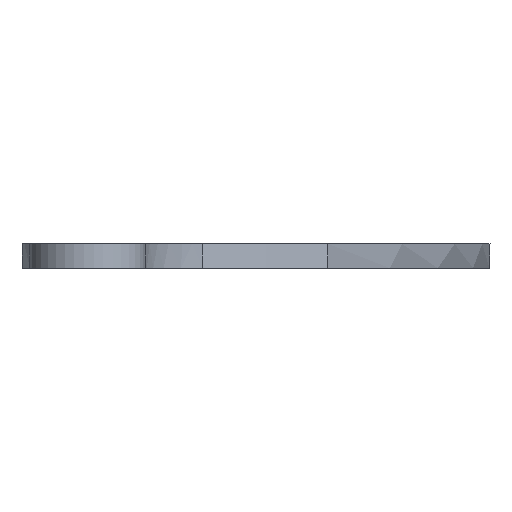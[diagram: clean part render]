
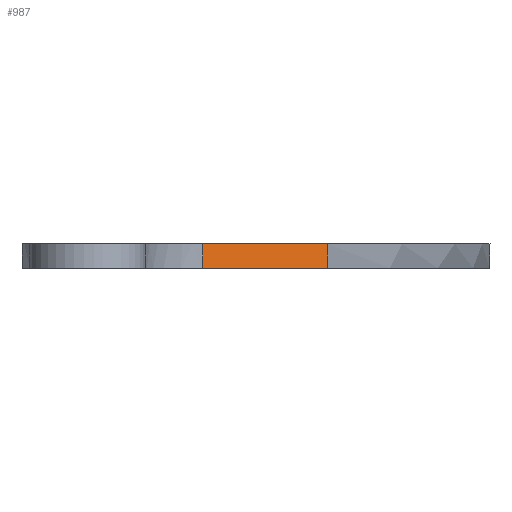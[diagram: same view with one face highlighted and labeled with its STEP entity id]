
A CAD part, left-side view. The second image highlights one B-rep face of the part: STEP entity #987.
In plain terms, the highlighted free-form (B-spline) face has degree [3, 1] with [12, 2] control points.
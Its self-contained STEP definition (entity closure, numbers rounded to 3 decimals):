
#73=B_SPLINE_SURFACE_WITH_KNOTS('',3,1,((#2994,#2995),(#2996,#2997),(#2998,
#2999),(#3000,#3001),(#3002,#3003),(#3004,#3005),(#3006,#3007),(#3008,#3009),
(#3010,#3011),(#3012,#3013),(#3014,#3015),(#3016,#3017)),.UNSPECIFIED.,
 .F.,.F.,.F.,(4,1,1,1,1,1,1,1,1,4),(2,2),(0.,1.917,3.834,
7.667,11.334,15.,16.212,17.423,
18.325,19.227),(0.,1.081),.UNSPECIFIED.);
#151=FACE_OUTER_BOUND('',#219,.T.);
#219=EDGE_LOOP('',(#897,#898,#899,#900));
#240=B_SPLINE_CURVE_WITH_KNOTS('',3,(#2324,#2325,#2326,#2327,#2328),
 .UNSPECIFIED.,.F.,.F.,(4,1,4),(-8.626,-5.158,-4.019),
 .UNSPECIFIED.);
#251=B_SPLINE_CURVE_WITH_KNOTS('',3,(#2808,#2809,#2810,#2811,#2812),
 .UNSPECIFIED.,.F.,.F.,(4,1,4),(-12.203,-11.488,-9.311),
 .UNSPECIFIED.);
#276=LINE('',#1733,#347);
#309=LINE('',#2909,#380);
#347=VECTOR('',#1098,10.);
#380=VECTOR('',#1187,10.);
#426=VERTEX_POINT('',#1699);
#428=VERTEX_POINT('',#1717);
#443=VERTEX_POINT('',#2323);
#481=VERTEX_POINT('',#2692);
#532=EDGE_CURVE('',#426,#428,#276,.T.);
#552=EDGE_CURVE('',#443,#426,#240,.T.);
#598=EDGE_CURVE('',#428,#481,#251,.T.);
#618=EDGE_CURVE('',#481,#443,#309,.T.);
#897=ORIENTED_EDGE('',*,*,#532,.T.);
#898=ORIENTED_EDGE('',*,*,#598,.T.);
#899=ORIENTED_EDGE('',*,*,#618,.T.);
#900=ORIENTED_EDGE('',*,*,#552,.T.);
#987=ADVANCED_FACE('',(#151),#73,.T.);
#1098=DIRECTION('',(0.,0.,-1.));
#1187=DIRECTION('',(0.,0.,1.));
#1699=CARTESIAN_POINT('',(73.142,88.66,6.3));
#1717=CARTESIAN_POINT('',(73.142,88.66,0.));
#1733=CARTESIAN_POINT('',(73.142,88.66,6.3));
#2323=CARTESIAN_POINT('',(92.086,56.255,6.3));
#2324=CARTESIAN_POINT('Ctrl Pts',(92.086,56.255,6.3));
#2325=CARTESIAN_POINT('Ctrl Pts',(86.364,63.8,6.3));
#2326=CARTESIAN_POINT('Ctrl Pts',(80.416,75.39,6.3));
#2327=CARTESIAN_POINT('Ctrl Pts',(74.727,85.867,6.3));
#2328=CARTESIAN_POINT('Ctrl Pts',(73.142,88.66,6.3));
#2692=CARTESIAN_POINT('',(92.086,56.255,0.));
#2808=CARTESIAN_POINT('Ctrl Pts',(73.142,88.66,0.));
#2809=CARTESIAN_POINT('Ctrl Pts',(74.727,85.867,0.));
#2810=CARTESIAN_POINT('Ctrl Pts',(80.416,75.39,0.));
#2811=CARTESIAN_POINT('Ctrl Pts',(86.364,63.8,0.));
#2812=CARTESIAN_POINT('Ctrl Pts',(92.086,56.255,0.));
#2909=CARTESIAN_POINT('',(92.086,56.255,6.3));
#2994=CARTESIAN_POINT('Ctrl Pts',(199.023,2.631,7.656));
#2995=CARTESIAN_POINT('Ctrl Pts',(199.023,2.631,-3.159));
#2996=CARTESIAN_POINT('Ctrl Pts',(193.159,1.671,7.656));
#2997=CARTESIAN_POINT('Ctrl Pts',(193.159,1.671,-3.159));
#2998=CARTESIAN_POINT('Ctrl Pts',(179.917,6.799,7.656));
#2999=CARTESIAN_POINT('Ctrl Pts',(179.917,6.799,-3.159));
#3000=CARTESIAN_POINT('Ctrl Pts',(156.362,14.75,7.656));
#3001=CARTESIAN_POINT('Ctrl Pts',(156.362,14.75,-3.159));
#3002=CARTESIAN_POINT('Ctrl Pts',(128.403,29.484,7.656));
#3003=CARTESIAN_POINT('Ctrl Pts',(128.403,29.484,-3.159));
#3004=CARTESIAN_POINT('Ctrl Pts',(94.807,47.192,7.656));
#3005=CARTESIAN_POINT('Ctrl Pts',(94.807,47.192,-3.159));
#3006=CARTESIAN_POINT('Ctrl Pts',(81.216,73.973,7.656));
#3007=CARTESIAN_POINT('Ctrl Pts',(81.216,73.973,-3.159));
#3008=CARTESIAN_POINT('Ctrl Pts',(72.072,90.739,7.656));
#3009=CARTESIAN_POINT('Ctrl Pts',(72.072,90.739,-3.159));
#3010=CARTESIAN_POINT('Ctrl Pts',(64.89,102.508,7.656));
#3011=CARTESIAN_POINT('Ctrl Pts',(64.89,102.508,-3.159));
#3012=CARTESIAN_POINT('Ctrl Pts',(55.439,97.45,7.656));
#3013=CARTESIAN_POINT('Ctrl Pts',(55.439,97.45,-3.159));
#3014=CARTESIAN_POINT('Ctrl Pts',(49.242,95.426,7.656));
#3015=CARTESIAN_POINT('Ctrl Pts',(49.242,95.426,-3.159));
#3016=CARTESIAN_POINT('Ctrl Pts',(47.018,93.894,7.656));
#3017=CARTESIAN_POINT('Ctrl Pts',(47.018,93.894,-3.159));
